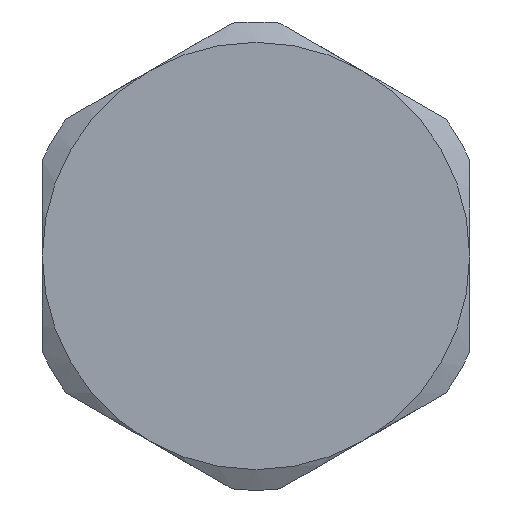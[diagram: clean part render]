
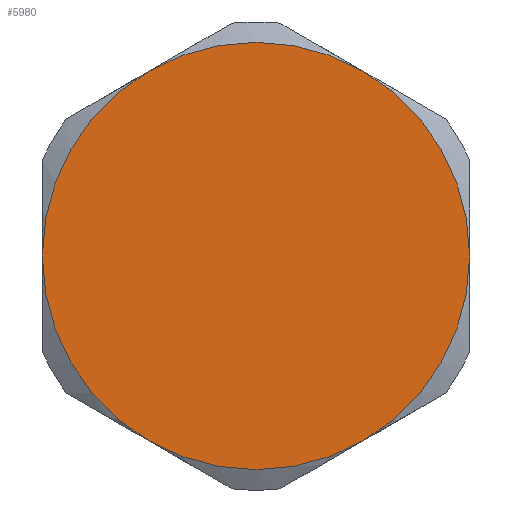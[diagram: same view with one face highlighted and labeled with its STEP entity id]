
A CAD part, left-side view. The second image highlights one B-rep face of the part: STEP entity #5980.
In plain terms, the highlighted planar face has unit normal (-1, 0, 0).
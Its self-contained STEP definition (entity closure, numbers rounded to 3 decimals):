
#25 = DIRECTION ( 'NONE',  ( 0., -1., 0. ) ) ;
#105 = VERTEX_POINT ( 'NONE', #2563 ) ;
#365 = CARTESIAN_POINT ( 'NONE',  ( -19.38, 25., 0. ) ) ;
#465 = DIRECTION ( 'NONE',  ( 0., -1., 0. ) ) ;
#468 = CIRCLE ( 'NONE', #4436, 25. ) ;
#808 = CARTESIAN_POINT ( 'NONE',  ( -19.38, -25., 0. ) ) ;
#850 = EDGE_CURVE ( 'NONE', #6003, #3299, #468, .T. ) ;
#912 = ORIENTED_EDGE ( 'NONE', *, *, #850, .T. ) ;
#946 = AXIS2_PLACEMENT_3D ( 'NONE', #5977, #3652, #5483 ) ;
#964 = CARTESIAN_POINT ( 'NONE',  ( -19.38, -12.5, -21.651 ) ) ;
#1088 = EDGE_CURVE ( 'NONE', #3926, #6003, #5112, .T. ) ;
#1254 = DIRECTION ( 'NONE',  ( -1., 0., 0. ) ) ;
#1280 = DIRECTION ( 'NONE',  ( 0., -1., 0. ) ) ;
#1382 = AXIS2_PLACEMENT_3D ( 'NONE', #2407, #3372, #2881 ) ;
#1388 = ORIENTED_EDGE ( 'NONE', *, *, #4967, .T. ) ;
#1422 = DIRECTION ( 'NONE',  ( -1., 0., 0. ) ) ;
#1482 = CIRCLE ( 'NONE', #3392, 25. ) ;
#1496 = CARTESIAN_POINT ( 'NONE',  ( -19.38, 0., 0. ) ) ;
#1806 = CARTESIAN_POINT ( 'NONE',  ( -19.38, 12.5, -21.651 ) ) ;
#2072 = FACE_OUTER_BOUND ( 'NONE', #5751, .T. ) ;
#2162 = DIRECTION ( 'NONE',  ( 0., -1., 0. ) ) ;
#2212 = AXIS2_PLACEMENT_3D ( 'NONE', #3699, #1422, #25 ) ;
#2301 = EDGE_CURVE ( 'NONE', #105, #5338, #1482, .T. ) ;
#2407 = CARTESIAN_POINT ( 'NONE',  ( -19.38, 0., 0. ) ) ;
#2535 = EDGE_CURVE ( 'NONE', #3299, #6000, #4612, .T. ) ;
#2563 = CARTESIAN_POINT ( 'NONE',  ( -19.38, 12.5, 21.651 ) ) ;
#2693 = CARTESIAN_POINT ( 'NONE',  ( -19.38, 0., 0. ) ) ;
#2702 = AXIS2_PLACEMENT_3D ( 'NONE', #3589, #1254, #2162 ) ;
#2712 = ORIENTED_EDGE ( 'NONE', *, *, #4021, .T. ) ;
#2770 = ORIENTED_EDGE ( 'NONE', *, *, #2301, .T. ) ;
#2780 = ORIENTED_EDGE ( 'NONE', *, *, #2535, .T. ) ;
#2881 = DIRECTION ( 'NONE',  ( 0., -1., 0. ) ) ;
#3100 = DIRECTION ( 'NONE',  ( -1., 0., 0. ) ) ;
#3169 = DIRECTION ( 'NONE',  ( -1., 0., 0. ) ) ;
#3276 = PLANE ( 'NONE',  #2212 ) ;
#3299 = VERTEX_POINT ( 'NONE', #808 ) ;
#3372 = DIRECTION ( 'NONE',  ( -1., 0., 0. ) ) ;
#3392 = AXIS2_PLACEMENT_3D ( 'NONE', #2693, #3169, #465 ) ;
#3589 = CARTESIAN_POINT ( 'NONE',  ( -19.38, 0., 0. ) ) ;
#3652 = DIRECTION ( 'NONE',  ( -1., 0., 0. ) ) ;
#3699 = CARTESIAN_POINT ( 'NONE',  ( -19.38, 0., 28.868 ) ) ;
#3926 = VERTEX_POINT ( 'NONE', #1806 ) ;
#4021 = EDGE_CURVE ( 'NONE', #5338, #3926, #5606, .T. ) ;
#4140 = CIRCLE ( 'NONE', #946, 25. ) ;
#4183 = DIRECTION ( 'NONE',  ( -1., 0., 0. ) ) ;
#4208 = DIRECTION ( 'NONE',  ( 0., -1., 0. ) ) ;
#4436 = AXIS2_PLACEMENT_3D ( 'NONE', #1496, #4183, #4208 ) ;
#4612 = CIRCLE ( 'NONE', #5692, 25. ) ;
#4916 = CARTESIAN_POINT ( 'NONE',  ( -19.38, 0., 0. ) ) ;
#4967 = EDGE_CURVE ( 'NONE', #6000, #105, #4140, .T. ) ;
#5085 = CARTESIAN_POINT ( 'NONE',  ( -19.38, -12.5, 21.651 ) ) ;
#5112 = CIRCLE ( 'NONE', #2702, 25. ) ;
#5138 = ORIENTED_EDGE ( 'NONE', *, *, #1088, .T. ) ;
#5338 = VERTEX_POINT ( 'NONE', #365 ) ;
#5483 = DIRECTION ( 'NONE',  ( 0., -1., 0. ) ) ;
#5606 = CIRCLE ( 'NONE', #1382, 25. ) ;
#5692 = AXIS2_PLACEMENT_3D ( 'NONE', #4916, #3100, #1280 ) ;
#5751 = EDGE_LOOP ( 'NONE', ( #912, #2780, #1388, #2770, #2712, #5138 ) ) ;
#5977 = CARTESIAN_POINT ( 'NONE',  ( -19.38, 0., 0. ) ) ;
#5980 = ADVANCED_FACE ( 'NONE', ( #2072 ), #3276, .T. ) ;
#6000 = VERTEX_POINT ( 'NONE', #5085 ) ;
#6003 = VERTEX_POINT ( 'NONE', #964 ) ;
